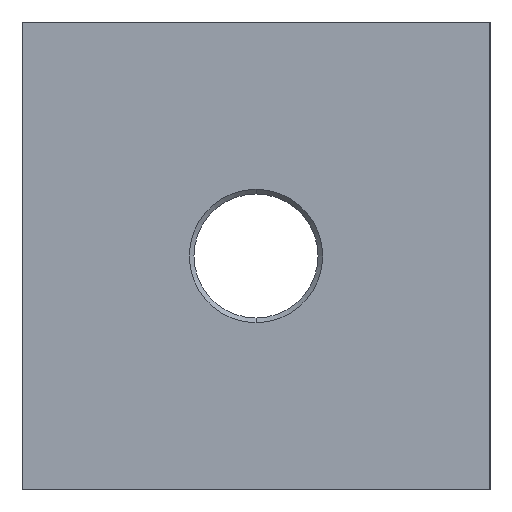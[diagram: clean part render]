
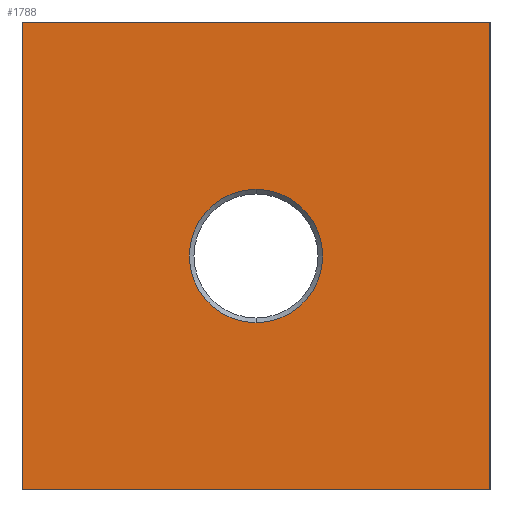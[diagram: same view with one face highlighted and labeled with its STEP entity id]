
A CAD part, left-side view. The second image highlights one B-rep face of the part: STEP entity #1788.
In plain terms, the highlighted planar face has unit normal (-1, 0, 0).
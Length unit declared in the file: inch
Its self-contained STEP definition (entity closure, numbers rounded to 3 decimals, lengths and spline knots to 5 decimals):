
#326 = CARTESIAN_POINT ( 'NONE',  ( -2.47758, 1.4776, -0.10282 ) ) ;
#337 = CARTESIAN_POINT ( 'NONE',  ( -2.47758, 1.4776, 0.03968 ) ) ;
#352 = DIRECTION ( 'NONE',  ( 1., 0., 0. ) ) ;
#360 = DIRECTION ( 'NONE',  ( 0., 0., -1. ) ) ;
#361 = AXIS2_PLACEMENT_3D ( 'NONE', #337, #352, #360 ) ;
#363 = CIRCLE ( 'NONE', #361, 0.1425 ) ;
#368 = CARTESIAN_POINT ( 'NONE',  ( -2.47758, 1.4776, 0.18218 ) ) ;
#1133 = FACE_BOUND ( 'NONE', #1790, .T. ) ;
#1134 = CARTESIAN_POINT ( 'NONE',  ( -2.47758, 0.9776, 0.53968 ) ) ;
#1135 = FACE_OUTER_BOUND ( 'NONE', #1613, .T. ) ;
#1216 = DIRECTION ( 'NONE',  ( 1., 0., 0. ) ) ;
#1229 = DIRECTION ( 'NONE',  ( 0., 0., -1. ) ) ;
#1236 = CARTESIAN_POINT ( 'NONE',  ( -2.47758, 1.9776, 0.53968 ) ) ;
#1242 = AXIS2_PLACEMENT_3D ( 'NONE', #1247, #1216, #1229 ) ;
#1244 = PLANE ( 'NONE',  #1242 ) ;
#1247 = CARTESIAN_POINT ( 'NONE',  ( -2.47758, 1.9776, -0.46032 ) ) ;
#1249 = CARTESIAN_POINT ( 'NONE',  ( -2.47758, 1.9776, -0.46032 ) ) ;
#1250 = CIRCLE ( 'NONE', #1257, 0.1425 ) ;
#1253 = VECTOR ( 'NONE', #1278, 39.37008 ) ;
#1257 = AXIS2_PLACEMENT_3D ( 'NONE', #1290, #1284, #1281 ) ;
#1258 = CARTESIAN_POINT ( 'NONE',  ( -2.47758, 0.9776, -0.46032 ) ) ;
#1261 = LINE ( 'NONE', #1258, #1253 ) ;
#1270 = DIRECTION ( 'NONE',  ( 0., -1., 0. ) ) ;
#1276 = CARTESIAN_POINT ( 'NONE',  ( -2.47758, 1.9776, -0.46032 ) ) ;
#1278 = DIRECTION ( 'NONE',  ( 0., 0., 1. ) ) ;
#1281 = DIRECTION ( 'NONE',  ( 0., 0., -1. ) ) ;
#1284 = DIRECTION ( 'NONE',  ( 1., 0., 0. ) ) ;
#1287 = VECTOR ( 'NONE', #1270, 39.37008 ) ;
#1289 = LINE ( 'NONE', #1249, #1287 ) ;
#1290 = CARTESIAN_POINT ( 'NONE',  ( -2.47758, 1.4776, 0.03968 ) ) ;
#1306 = DIRECTION ( 'NONE',  ( 0., -1., 0. ) ) ;
#1307 = DIRECTION ( 'NONE',  ( 0., 0., 1. ) ) ;
#1313 = VECTOR ( 'NONE', #1307, 39.37008 ) ;
#1354 = CARTESIAN_POINT ( 'NONE',  ( -2.47758, 0.9776, -0.46032 ) ) ;
#1357 = CARTESIAN_POINT ( 'NONE',  ( -2.47758, 1.9776, 0.53968 ) ) ;
#1358 = CARTESIAN_POINT ( 'NONE',  ( -2.47758, 1.9776, -0.46032 ) ) ;
#1359 = LINE ( 'NONE', #1358, #1313 ) ;
#1360 = VECTOR ( 'NONE', #1306, 39.37008 ) ;
#1368 = LINE ( 'NONE', #1357, #1360 ) ;
#1562 = VERTEX_POINT ( 'NONE', #326 ) ;
#1570 = EDGE_CURVE ( 'NONE', #1571, #1562, #363, .T. ) ;
#1571 = VERTEX_POINT ( 'NONE', #368 ) ;
#1613 = EDGE_LOOP ( 'NONE', ( #1716, #1863, #1817, #1717 ) ) ;
#1716 = ORIENTED_EDGE ( 'NONE', *, *, #1796, .T. ) ;
#1717 = ORIENTED_EDGE ( 'NONE', *, *, #1808, .T. ) ;
#1778 = ORIENTED_EDGE ( 'NONE', *, *, #1815, .T. ) ;
#1782 = VERTEX_POINT ( 'NONE', #1134 ) ;
#1788 = ADVANCED_FACE ( 'NONE', ( #1133, #1135 ), #1244, .F. ) ;
#1790 = EDGE_LOOP ( 'NONE', ( #1799, #1778 ) ) ;
#1792 = VERTEX_POINT ( 'NONE', #1236 ) ;
#1796 = EDGE_CURVE ( 'NONE', #1864, #1782, #1261, .T. ) ;
#1799 = ORIENTED_EDGE ( 'NONE', *, *, #1570, .T. ) ;
#1808 = EDGE_CURVE ( 'NONE', #1831, #1864, #1289, .T. ) ;
#1815 = EDGE_CURVE ( 'NONE', #1562, #1571, #1250, .T. ) ;
#1817 = ORIENTED_EDGE ( 'NONE', *, *, #1860, .F. ) ;
#1831 = VERTEX_POINT ( 'NONE', #1276 ) ;
#1859 = EDGE_CURVE ( 'NONE', #1792, #1782, #1368, .T. ) ;
#1860 = EDGE_CURVE ( 'NONE', #1831, #1792, #1359, .T. ) ;
#1863 = ORIENTED_EDGE ( 'NONE', *, *, #1859, .F. ) ;
#1864 = VERTEX_POINT ( 'NONE', #1354 ) ;
